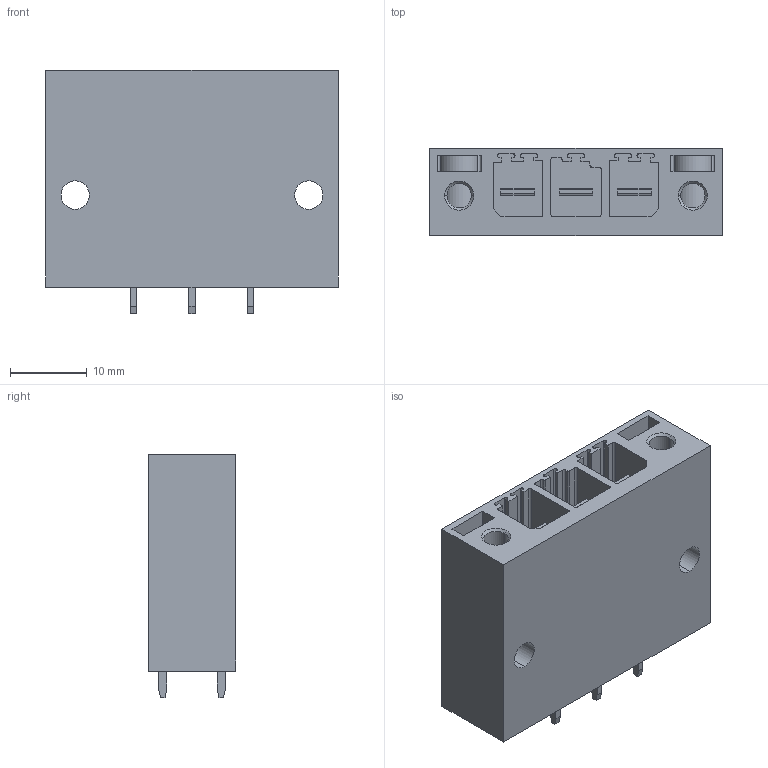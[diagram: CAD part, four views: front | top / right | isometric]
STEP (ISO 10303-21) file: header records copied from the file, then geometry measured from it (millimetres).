
FILE_DESCRIPTION(('CATIA V5 STEP Exchange','CAx-IF Rec.Pracs.--- Model Styling and Organization---1.2---2011-12-15'),'2;1');
FILE_NAME ('D1459410_0_1930720000_1930720000.stp','2018-11-29T04:02:50+00:00',('none'),('Weidmueller'),'CATIA Version 5-6 Release 2014','CATIA V5 STEP AP214','none');
FILE_SCHEMA(('AUTOMOTIVE_DESIGN { 1 0 10303 214 1 1 1 1 }'));
Length unit declared in the file: millimetre
Products named in the file (1): 1930720000
Bounding box: 38.1 x 11.4 x 31.8 mm (x, y, z)
Volume: 8335.1 mm3; surface area: 8197.6 mm2
Topology: 4 solids, 4 shells, 277 faces, 785 edges, 520 vertices
Faces by surface type: plane 221, cylinder 52, cone 4
Entity records: 7385 total; most frequent: ORIENTED_EDGE 1570, CARTESIAN_POINT 1221, DIRECTION 924, EDGE_CURVE 662, VECTOR 560, LINE 560, VERTEX_POINT 427, EDGE_LOOP 305
